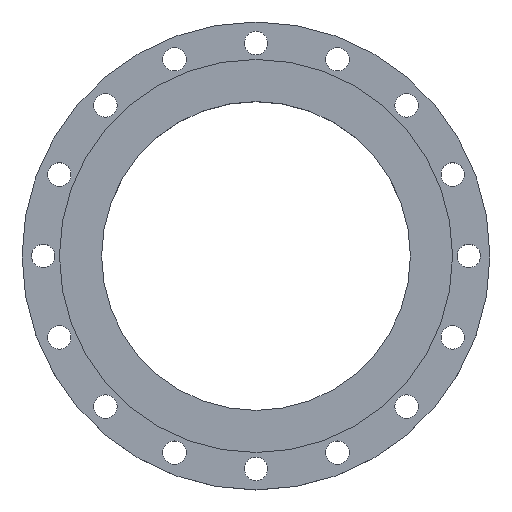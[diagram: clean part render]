
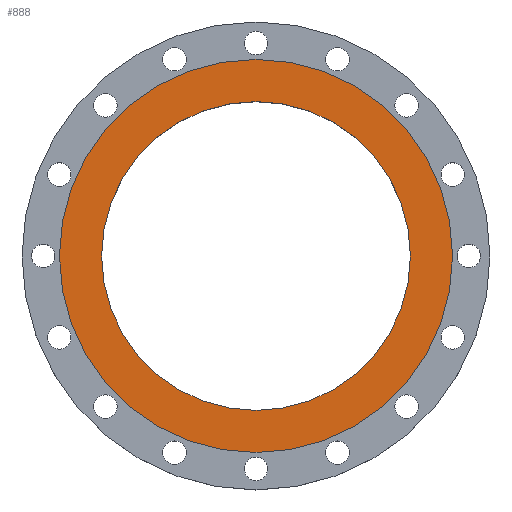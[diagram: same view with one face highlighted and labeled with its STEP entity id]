
A CAD part, top view. The second image highlights one B-rep face of the part: STEP entity #888.
In plain terms, the highlighted planar face has unit normal (0, 0, 1).
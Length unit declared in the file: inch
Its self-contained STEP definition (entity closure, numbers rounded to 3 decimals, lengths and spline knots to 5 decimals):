
#36 = AXIS2_PLACEMENT_3D ( 'NONE', #1029, #690, #537 ) ;
#58 = EDGE_CURVE ( 'NONE', #1183, #1245, #839, .T. ) ;
#91 = DIRECTION ( 'NONE',  ( 1., 0., 0. ) ) ;
#134 = CIRCLE ( 'NONE', #896, 10.5 ) ;
#143 = DIRECTION ( 'NONE',  ( 1., 0., 0. ) ) ;
#176 = CARTESIAN_POINT ( 'NONE',  ( -10.5, 0., 0. ) ) ;
#194 = AXIS2_PLACEMENT_3D ( 'NONE', #673, #1218, #1743 ) ;
#218 = EDGE_LOOP ( 'NONE', ( #1146, #685 ) ) ;
#315 = CARTESIAN_POINT ( 'NONE',  ( -8.25, 0., 0. ) ) ;
#327 = CIRCLE ( 'NONE', #1365, 8.25 ) ;
#503 = CARTESIAN_POINT ( 'NONE',  ( 0., 0., 0. ) ) ;
#537 = DIRECTION ( 'NONE',  ( -1., 0., 0. ) ) ;
#552 = CARTESIAN_POINT ( 'NONE',  ( 0., 0., 0. ) ) ;
#669 = DIRECTION ( 'NONE',  ( 1., 0., 0. ) ) ;
#671 = DIRECTION ( 'NONE',  ( 0., 0., 1. ) ) ;
#673 = CARTESIAN_POINT ( 'NONE',  ( 0., 0., 0. ) ) ;
#685 = ORIENTED_EDGE ( 'NONE', *, *, #1645, .T. ) ;
#690 = DIRECTION ( 'NONE',  ( 0., 0., -1. ) ) ;
#770 = EDGE_CURVE ( 'NONE', #1245, #1183, #327, .T. ) ;
#816 = DIRECTION ( 'NONE',  ( 0., 0., 1. ) ) ;
#839 = CIRCLE ( 'NONE', #1048, 8.25 ) ;
#888 = ADVANCED_FACE ( 'NONE', ( #1044, #1591 ), #1580, .F. ) ;
#896 = AXIS2_PLACEMENT_3D ( 'NONE', #552, #816, #143 ) ;
#987 = CARTESIAN_POINT ( 'NONE',  ( 10.5, 0., 0. ) ) ;
#1029 = CARTESIAN_POINT ( 'NONE',  ( 0., 8.25, 0. ) ) ;
#1044 = FACE_BOUND ( 'NONE', #1576, .T. ) ;
#1048 = AXIS2_PLACEMENT_3D ( 'NONE', #503, #1558, #669 ) ;
#1101 = VERTEX_POINT ( 'NONE', #987 ) ;
#1122 = VERTEX_POINT ( 'NONE', #176 ) ;
#1146 = ORIENTED_EDGE ( 'NONE', *, *, #1673, .T. ) ;
#1183 = VERTEX_POINT ( 'NONE', #315 ) ;
#1218 = DIRECTION ( 'NONE',  ( 0., 0., 1. ) ) ;
#1232 = CIRCLE ( 'NONE', #194, 10.5 ) ;
#1245 = VERTEX_POINT ( 'NONE', #1283 ) ;
#1283 = CARTESIAN_POINT ( 'NONE',  ( 8.25, 0., 0. ) ) ;
#1327 = CARTESIAN_POINT ( 'NONE',  ( 0., 0., 0. ) ) ;
#1358 = ORIENTED_EDGE ( 'NONE', *, *, #770, .F. ) ;
#1365 = AXIS2_PLACEMENT_3D ( 'NONE', #1327, #671, #91 ) ;
#1558 = DIRECTION ( 'NONE',  ( 0., 0., 1. ) ) ;
#1576 = EDGE_LOOP ( 'NONE', ( #1358, #1604 ) ) ;
#1580 = PLANE ( 'NONE',  #36 ) ;
#1591 = FACE_OUTER_BOUND ( 'NONE', #218, .T. ) ;
#1604 = ORIENTED_EDGE ( 'NONE', *, *, #58, .F. ) ;
#1645 = EDGE_CURVE ( 'NONE', #1122, #1101, #134, .T. ) ;
#1673 = EDGE_CURVE ( 'NONE', #1101, #1122, #1232, .T. ) ;
#1743 = DIRECTION ( 'NONE',  ( 1., 0., 0. ) ) ;
